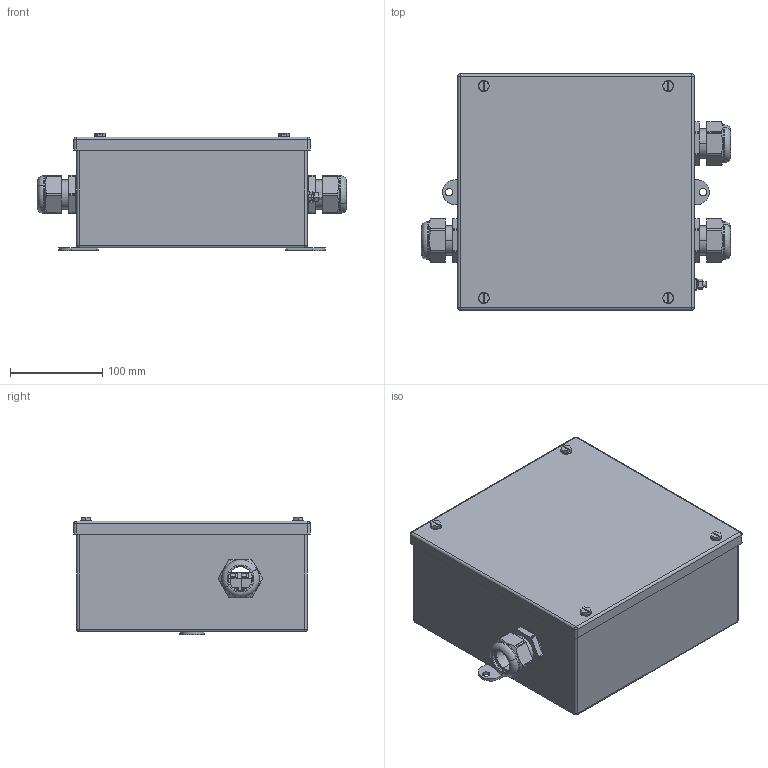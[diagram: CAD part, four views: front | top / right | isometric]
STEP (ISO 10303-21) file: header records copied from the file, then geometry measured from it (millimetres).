
FILE_DESCRIPTION(('CATIA V5 STEP Exchange','CAx-IF Rec.Pracs.--- Model Styling and Organization---1.4--- 2014-01-23'),'2;1');
FILE_NAME ('1208768-8_0_8000054772_8000054772.stp','2021-05-25T10:41:13+00:00',('none'),('Weidmueller'),'CATIA Version 5-6 Release 2016 SP3 HF44','CATIA V5 STEP AP214','none');
FILE_SCHEMA(('AUTOMOTIVE_DESIGN { 1 0 10303 214 1 1 1 1 }'));
Products named in the file (1): 8000054722_einzeln
Bounding box: 335 x 256 x 127 mm (x, y, z)
Volume: 816974 mm3; surface area: 780842.7 mm2
Topology: 103 solids, 103 shells, 3720 faces, 9771 edges, 6311 vertices
Faces by surface type: plane 2256, cylinder 1162, cone 182, torus 66, sphere 54
Entity records: 119752 total; most frequent: CARTESIAN_POINT 27965, ORIENTED_EDGE 19422, DIRECTION 15573, EDGE_CURVE 9711, VECTOR 6554, LINE 6554, VERTEX_POINT 6311, AXIS2_PLACEMENT_3D 5548
